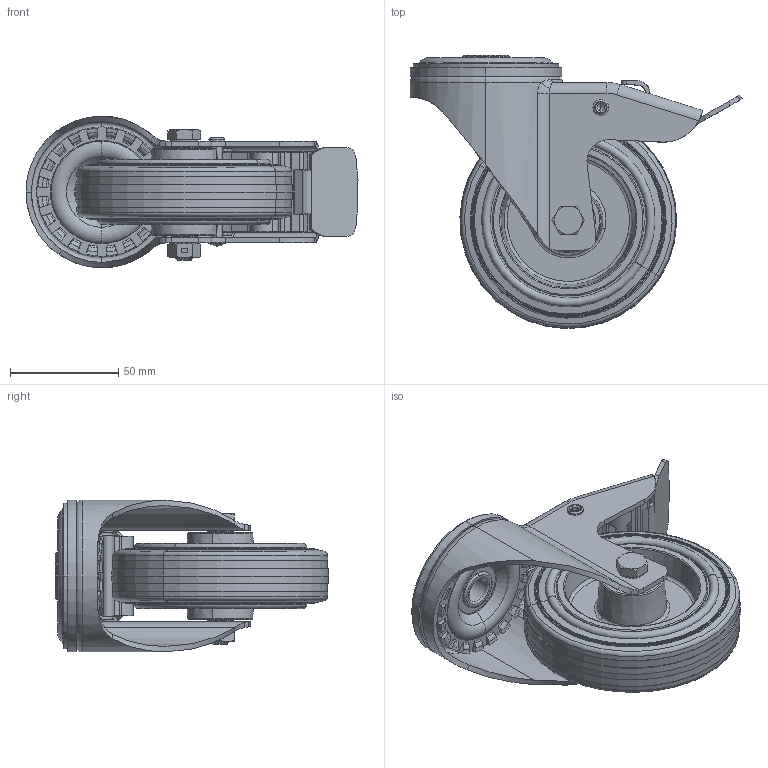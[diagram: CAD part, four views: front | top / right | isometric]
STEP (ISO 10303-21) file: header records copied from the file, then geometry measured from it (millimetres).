
FILE_DESCRIPTION (( 'STEP AP214' ), '1' );
FILE_NAME ('0056368.step', '2023-11-16T09:57:08', ( '' ), ( '' ), 'SwSTEP 2.0', 'SolidWorks 2020', '' );
FILE_SCHEMA (( 'AUTOMOTIVE_DESIGN' ));
Length unit declared in the file: millimetre
Products named in the file (1): 0056368
Bounding box: 153.13 x 125.97 x 70 mm (x, y, z)
Volume: 235978.8 mm3; surface area: 121046.6 mm2
Topology: 11 solids, 12 shells, 1039 faces, 2527 edges, 1538 vertices
Faces by surface type: plane 338, cylinder 254, torus 211, cone 150, bspline 84, sphere 2
Entity records: 51608 total; most frequent: CARTESIAN_POINT 16633, ORIENTED_EDGE 5048, DIRECTION 4695, EDGE_CURVE 2524, AXIS2_PLACEMENT_3D 1895, VERTEX_POINT 1538, EDGE_LOOP 1104, UNCERTAINTY_MEASURE_WITH_UNIT 1052
